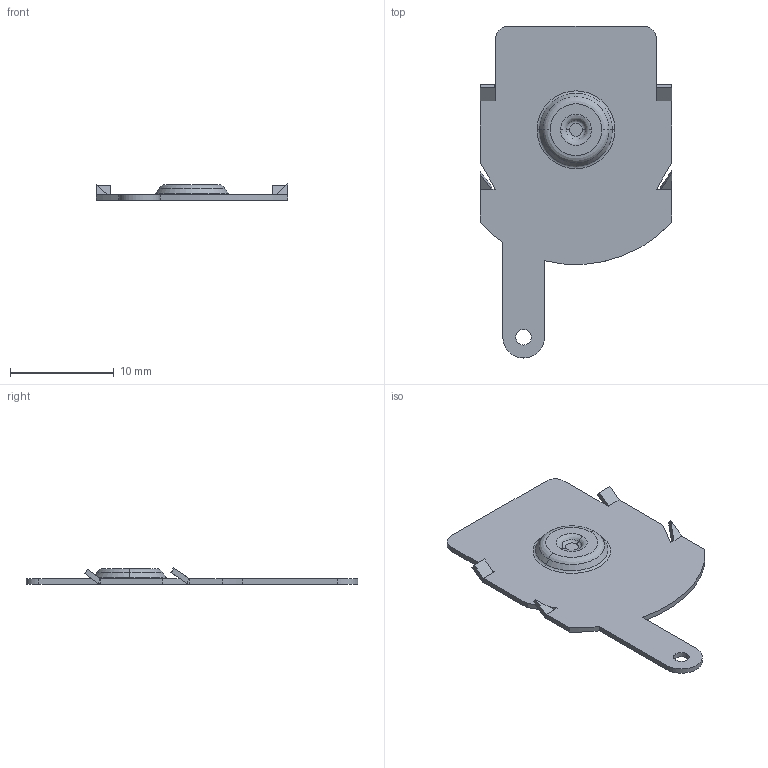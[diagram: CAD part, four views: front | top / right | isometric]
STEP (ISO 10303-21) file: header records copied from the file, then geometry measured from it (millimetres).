
FILE_DESCRIPTION (( 'STEP AP214' ), '1' );
FILE_NAME ('5250.STEP', '2017-08-15T18:50:40', ( '' ), ( '' ), 'SwSTEP 2.0', 'SolidWorks 2013', '' );
FILE_SCHEMA (( 'AUTOMOTIVE_DESIGN' ));
Length unit declared in the file: millimetre
Products named in the file (1): 5250
Bounding box: 18.5 x 32 x 1.56 mm (x, y, z)
Volume: 215.1 mm3; surface area: 918.6 mm2
Topology: 1 solids, 1 shells, 78 faces, 172 edges, 100 vertices
Faces by surface type: plane 47, torus 16, cylinder 11, cone 4
Entity records: 2150 total; most frequent: DIRECTION 396, CARTESIAN_POINT 351, ORIENTED_EDGE 344, EDGE_CURVE 172, AXIS2_PLACEMENT_3D 145, VECTOR 106, LINE 106, VERTEX_POINT 100
